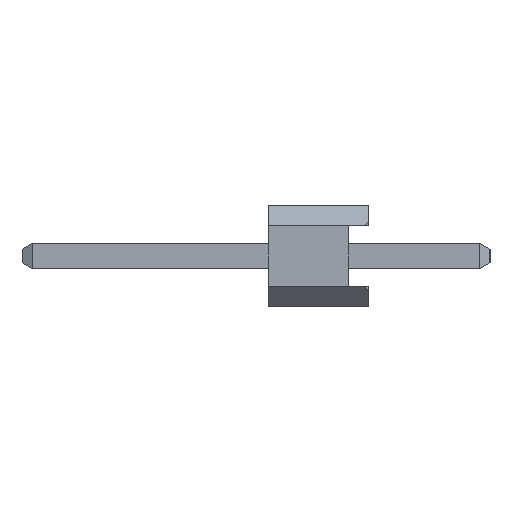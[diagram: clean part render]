
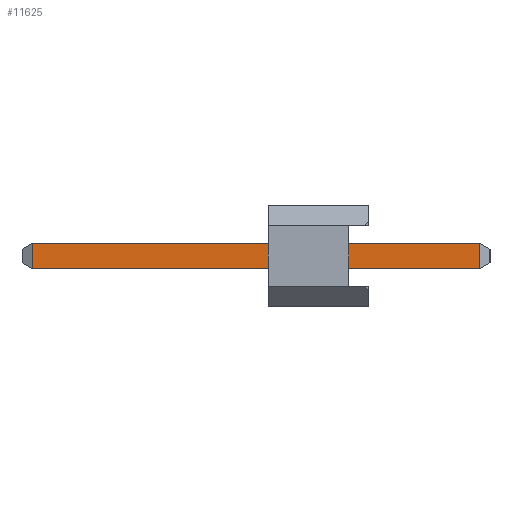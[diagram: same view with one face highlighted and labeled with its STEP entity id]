
A CAD part, left-side view. The second image highlights one B-rep face of the part: STEP entity #11625.
In plain terms, the highlighted planar face has unit normal (-1, 0, 0).
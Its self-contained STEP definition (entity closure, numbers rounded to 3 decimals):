
#99=FACE_OUTER_BOUND('',#781,.T.);
#781=EDGE_LOOP('',(#7595,#7596,#7597,#7598));
#1510=LINE('',#16089,#3190);
#1511=LINE('',#16092,#3191);
#1512=LINE('',#16094,#3192);
#1513=LINE('',#16095,#3193);
#3190=VECTOR('',#13040,10.);
#3191=VECTOR('',#13043,10.);
#3192=VECTOR('',#13044,10.);
#3193=VECTOR('',#13045,10.);
#4862=VERTEX_POINT('',#16072);
#4865=VERTEX_POINT('',#16082);
#4867=VERTEX_POINT('',#16091);
#4868=VERTEX_POINT('',#16093);
#5910=EDGE_CURVE('',#4862,#4865,#1510,.T.);
#5911=EDGE_CURVE('',#4862,#4867,#1511,.T.);
#5912=EDGE_CURVE('',#4868,#4867,#1512,.T.);
#5913=EDGE_CURVE('',#4865,#4868,#1513,.T.);
#7595=ORIENTED_EDGE('',*,*,#5910,.F.);
#7596=ORIENTED_EDGE('',*,*,#5911,.T.);
#7597=ORIENTED_EDGE('',*,*,#5912,.F.);
#7598=ORIENTED_EDGE('',*,*,#5913,.F.);
#10943=PLANE('',#12341);
#11625=ADVANCED_FACE('',(#99),#10943,.T.);
#12341=AXIS2_PLACEMENT_3D('',#16090,#13041,#13042);
#13040=DIRECTION('',(0.,0.,-1.));
#13041=DIRECTION('center_axis',(-1.,0.,0.));
#13042=DIRECTION('ref_axis',(0.,0.,1.));
#13043=DIRECTION('',(0.,1.,0.));
#13044=DIRECTION('',(0.,0.,1.));
#13045=DIRECTION('',(0.,1.,0.));
#16072=CARTESIAN_POINT('',(-0.32,0.26,0.32));
#16082=CARTESIAN_POINT('',(-0.32,0.26,-0.32));
#16089=CARTESIAN_POINT('',(-0.32,0.26,-0.16));
#16090=CARTESIAN_POINT('Origin',(-0.32,0.,-0.32));
#16091=CARTESIAN_POINT('',(-0.32,11.34,0.32));
#16092=CARTESIAN_POINT('',(-0.32,0.,0.32));
#16093=CARTESIAN_POINT('',(-0.32,11.34,-0.32));
#16094=CARTESIAN_POINT('',(-0.32,11.34,-0.16));
#16095=CARTESIAN_POINT('',(-0.32,0.,-0.32));
